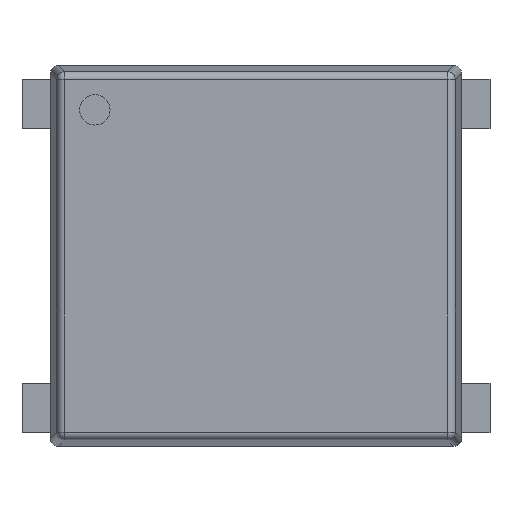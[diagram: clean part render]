
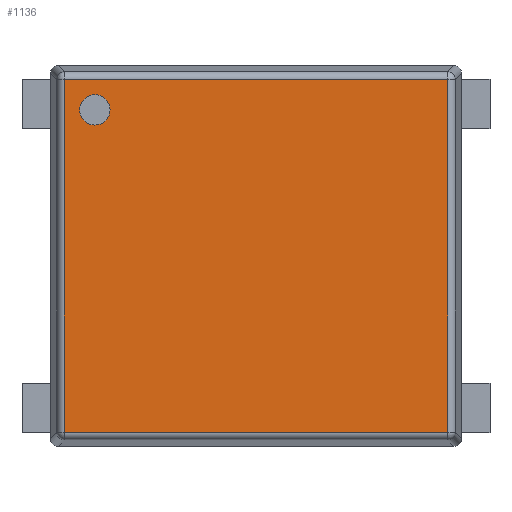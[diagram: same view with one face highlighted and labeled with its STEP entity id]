
A CAD part, top view. The second image highlights one B-rep face of the part: STEP entity #1136.
In plain terms, the highlighted planar face has unit normal (0, 0, 1).
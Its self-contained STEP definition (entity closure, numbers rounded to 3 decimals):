
#65=LINE('',#1734,#185);
#67=LINE('',#1751,#187);
#71=LINE('',#1757,#191);
#73=LINE('',#1760,#193);
#185=VECTOR('',#1404,5.037);
#187=VECTOR('',#1424,5.037);
#191=VECTOR('',#1432,4.637);
#193=VECTOR('',#1436,4.637);
#272=PLANE('',#1240);
#302=FACE_BOUND('',#404,.T.);
#338=FACE_OUTER_BOUND('',#403,.T.);
#403=EDGE_LOOP('',(#880,#881,#882,#883));
#404=EDGE_LOOP('',(#884));
#434=CIRCLE('',#1169,0.2);
#468=VERTEX_POINT('',#1599);
#512=VERTEX_POINT('',#1714);
#518=VERTEX_POINT('',#1729);
#521=VERTEX_POINT('',#1739);
#522=VERTEX_POINT('',#1743);
#566=EDGE_CURVE('',#468,#468,#434,.T.);
#632=EDGE_CURVE('',#512,#518,#65,.T.);
#640=EDGE_CURVE('',#522,#521,#67,.T.);
#644=EDGE_CURVE('',#518,#522,#71,.T.);
#646=EDGE_CURVE('',#521,#512,#73,.T.);
#880=ORIENTED_EDGE('',*,*,#640,.F.);
#881=ORIENTED_EDGE('',*,*,#644,.F.);
#882=ORIENTED_EDGE('',*,*,#632,.F.);
#883=ORIENTED_EDGE('',*,*,#646,.F.);
#884=ORIENTED_EDGE('',*,*,#566,.T.);
#1136=ADVANCED_FACE('',(#338,#302),#272,.T.);
#1169=AXIS2_PLACEMENT_3D('',#1600,#1275,#1276);
#1240=AXIS2_PLACEMENT_3D('',#1799,#1481,#1482);
#1275=DIRECTION('center_axis',(0.,0.,-1.));
#1276=DIRECTION('ref_axis',(1.,0.,0.));
#1404=DIRECTION('',(-1.,0.,0.));
#1424=DIRECTION('',(1.,0.,0.));
#1432=DIRECTION('',(0.,1.,0.));
#1436=DIRECTION('',(0.,-1.,0.));
#1481=DIRECTION('center_axis',(0.,0.,1.));
#1482=DIRECTION('ref_axis',(1.,0.,0.));
#1599=CARTESIAN_POINT('',(-2.318,1.918,1.26));
#1600=CARTESIAN_POINT('Origin',(-2.118,1.918,1.26));
#1714=CARTESIAN_POINT('',(2.518,-2.318,1.26));
#1729=CARTESIAN_POINT('',(-2.518,-2.318,1.26));
#1734=CARTESIAN_POINT('',(-0.675,-2.318,1.26));
#1739=CARTESIAN_POINT('',(2.518,2.318,1.26));
#1743=CARTESIAN_POINT('',(-2.518,2.318,1.26));
#1751=CARTESIAN_POINT('',(0.675,2.318,1.26));
#1757=CARTESIAN_POINT('',(-2.518,0.625,1.26));
#1760=CARTESIAN_POINT('',(2.518,-0.625,1.26));
#1799=CARTESIAN_POINT('Origin',(0.,0.,1.26));
